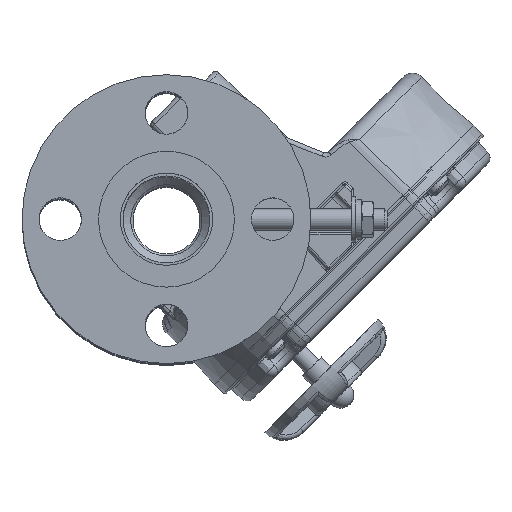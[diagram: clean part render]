
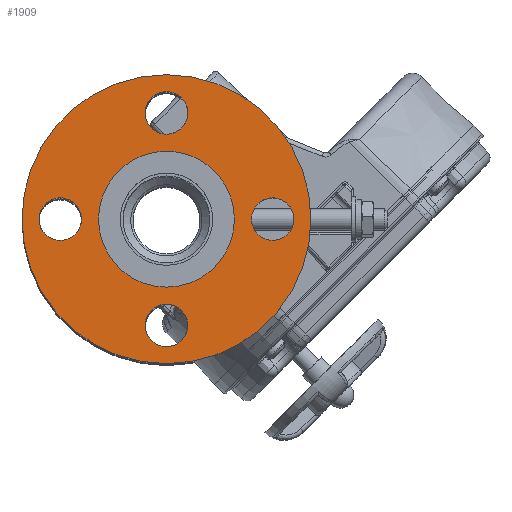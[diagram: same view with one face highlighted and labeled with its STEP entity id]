
A CAD part, top view. The second image highlights one B-rep face of the part: STEP entity #1909.
In plain terms, the highlighted planar face has unit normal (0, 0, 1).
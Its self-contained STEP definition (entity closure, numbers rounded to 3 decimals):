
#1525=FACE_BOUND('',#4074,.T.);
#1526=FACE_BOUND('',#4075,.T.);
#1527=FACE_BOUND('',#4076,.T.);
#1528=FACE_BOUND('',#4077,.T.);
#1529=FACE_BOUND('',#4078,.T.);
#1530=FACE_BOUND('',#4079,.T.);
#1909=ADVANCED_FACE('',(#1525,#1526,#1527,#1528,#1529,#1530),#2776,.T.);
#2776=PLANE('',#15540);
#4074=EDGE_LOOP('',(#6773));
#4075=EDGE_LOOP('',(#6774));
#4076=EDGE_LOOP('',(#6775));
#4077=EDGE_LOOP('',(#6776));
#4078=EDGE_LOOP('',(#6777));
#4079=EDGE_LOOP('',(#6778));
#5186=CIRCLE('',#15534,7.95);
#5187=CIRCLE('',#15535,7.95);
#5188=CIRCLE('',#15536,7.95);
#5189=CIRCLE('',#15537,7.95);
#5190=CIRCLE('',#15538,25.4);
#5191=CIRCLE('',#15539,54.);
#6773=ORIENTED_EDGE('',*,*,#12049,.T.);
#6774=ORIENTED_EDGE('',*,*,#12050,.T.);
#6775=ORIENTED_EDGE('',*,*,#12051,.T.);
#6776=ORIENTED_EDGE('',*,*,#12052,.T.);
#6777=ORIENTED_EDGE('',*,*,#12053,.F.);
#6778=ORIENTED_EDGE('',*,*,#12054,.F.);
#10608=VERTEX_POINT('',#23413);
#10609=VERTEX_POINT('',#23415);
#10610=VERTEX_POINT('',#23417);
#10611=VERTEX_POINT('',#23419);
#10612=VERTEX_POINT('',#23421);
#10613=VERTEX_POINT('',#23423);
#12049=EDGE_CURVE('',#10608,#10608,#5186,.T.);
#12050=EDGE_CURVE('',#10609,#10609,#5187,.T.);
#12051=EDGE_CURVE('',#10610,#10610,#5188,.T.);
#12052=EDGE_CURVE('',#10611,#10611,#5189,.T.);
#12053=EDGE_CURVE('',#10612,#10612,#5190,.T.);
#12054=EDGE_CURVE('',#10613,#10613,#5191,.T.);
#15534=AXIS2_PLACEMENT_3D('',#23412,#18051,#18052);
#15535=AXIS2_PLACEMENT_3D('',#23414,#18053,#18054);
#15536=AXIS2_PLACEMENT_3D('',#23416,#18055,#18056);
#15537=AXIS2_PLACEMENT_3D('',#23418,#18057,#18058);
#15538=AXIS2_PLACEMENT_3D('',#23420,#18059,#18060);
#15539=AXIS2_PLACEMENT_3D('',#23422,#18061,#18062);
#15540=AXIS2_PLACEMENT_3D('',#23424,#18063,#18064);
#18051=DIRECTION('',(0.,0.,-1.));
#18052=DIRECTION('',(-0.707,-0.707,0.));
#18053=DIRECTION('',(0.,0.,-1.));
#18054=DIRECTION('',(0.707,-0.707,0.));
#18055=DIRECTION('',(0.,0.,-1.));
#18056=DIRECTION('',(0.707,0.707,0.));
#18057=DIRECTION('',(0.,0.,-1.));
#18058=DIRECTION('',(-0.707,0.707,0.));
#18059=DIRECTION('',(0.,0.,1.));
#18060=DIRECTION('',(1.,0.,0.));
#18061=DIRECTION('',(0.,0.,-1.));
#18062=DIRECTION('',(-1.,0.,0.));
#18063=DIRECTION('',(0.,0.,1.));
#18064=DIRECTION('',(1.,0.,0.));
#23412=CARTESIAN_POINT('',(-1.588,39.7,185.413));
#23413=CARTESIAN_POINT('',(-7.209,34.079,185.413));
#23414=CARTESIAN_POINT('',(-41.288,0.,185.413));
#23415=CARTESIAN_POINT('',(-35.666,-5.621,185.413));
#23416=CARTESIAN_POINT('',(-1.588,-39.7,185.413));
#23417=CARTESIAN_POINT('',(4.034,-34.079,185.413));
#23418=CARTESIAN_POINT('',(38.113,0.,185.413));
#23419=CARTESIAN_POINT('',(32.491,5.621,185.413));
#23420=CARTESIAN_POINT('',(-1.588,0.,185.413));
#23421=CARTESIAN_POINT('',(23.813,0.,185.413));
#23422=CARTESIAN_POINT('',(-1.588,0.,185.413));
#23423=CARTESIAN_POINT('',(-55.588,0.,185.413));
#23424=CARTESIAN_POINT('',(-1.588,0.,185.413));
